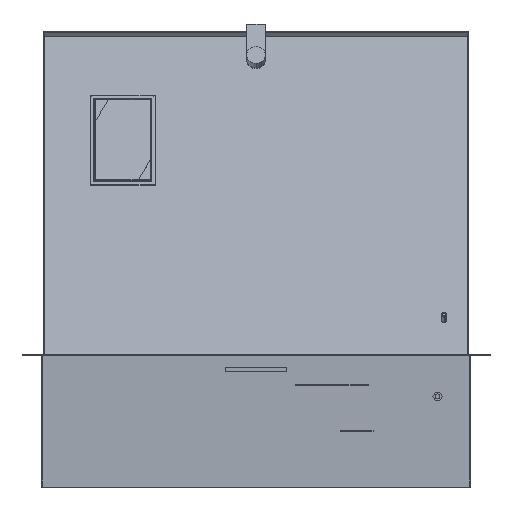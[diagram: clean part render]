
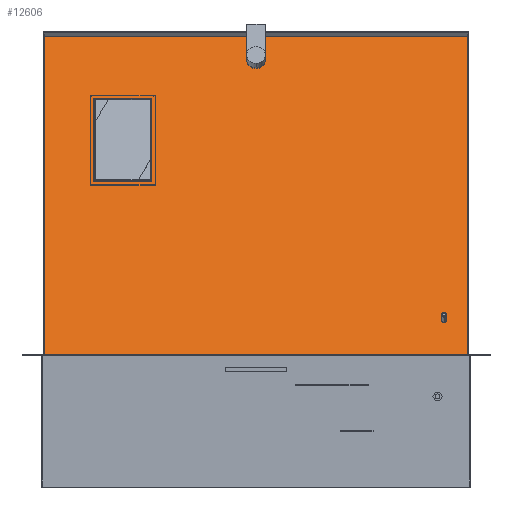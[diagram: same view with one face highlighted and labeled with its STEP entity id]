
A CAD part, left-side view. The second image highlights one B-rep face of the part: STEP entity #12606.
In plain terms, the highlighted face is planar.
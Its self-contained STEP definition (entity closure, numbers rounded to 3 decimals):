
#25 = LINE ( 'NONE', #1116, #12815 ) ;
#251 = ORIENTED_EDGE ( 'NONE', *, *, #2592, .T. ) ;
#310 = EDGE_CURVE ( 'NONE', #8727, #8410, #25, .T. ) ;
#328 = EDGE_LOOP ( 'NONE', ( #251, #15484 ) ) ;
#719 = DIRECTION ( 'NONE',  ( 0., 0., 1. ) ) ;
#1116 = CARTESIAN_POINT ( 'NONE',  ( 0., 262., -1. ) ) ;
#1117 = DIRECTION ( 'NONE',  ( 0., -1., 0. ) ) ;
#1236 = CARTESIAN_POINT ( 'NONE',  ( -135.5, 0., -1. ) ) ;
#1684 = VECTOR ( 'NONE', #9472, 1000. ) ;
#2107 = DIRECTION ( 'NONE',  ( 1., 0., 0. ) ) ;
#2137 = DIRECTION ( 'NONE',  ( 0., 0., -1. ) ) ;
#2308 = VERTEX_POINT ( 'NONE', #15593 ) ;
#2583 = LINE ( 'NONE', #8549, #13465 ) ;
#2590 = DIRECTION ( 'NONE',  ( 0., -1., 0. ) ) ;
#2592 = EDGE_CURVE ( 'NONE', #6199, #14227, #6991, .T. ) ;
#2643 = FACE_BOUND ( 'NONE', #328, .T. ) ;
#2726 = EDGE_CURVE ( 'NONE', #9567, #6062, #2583, .T. ) ;
#2791 = CIRCLE ( 'NONE', #14000, 3. ) ;
#2877 = AXIS2_PLACEMENT_3D ( 'NONE', #8347, #2137, #14201 ) ;
#2900 = CARTESIAN_POINT ( 'NONE',  ( -216.5, -262., -1. ) ) ;
#2911 = LINE ( 'NONE', #7165, #1684 ) ;
#2992 = CARTESIAN_POINT ( 'NONE',  ( 0., 129., -1. ) ) ;
#3345 = DIRECTION ( 'NONE',  ( -1., 0., 0. ) ) ;
#3513 = CARTESIAN_POINT ( 'NONE',  ( 154.5, -233., -1. ) ) ;
#3560 = CARTESIAN_POINT ( 'NONE',  ( -216.5, 262., -1. ) ) ;
#3615 = EDGE_CURVE ( 'NONE', #14227, #6199, #7445, .T. ) ;
#3635 = ORIENTED_EDGE ( 'NONE', *, *, #12392, .T. ) ;
#4278 = CIRCLE ( 'NONE', #2877, 3. ) ;
#4281 = EDGE_CURVE ( 'NONE', #14226, #2308, #13274, .T. ) ;
#4294 = EDGE_CURVE ( 'NONE', #8499, #14226, #7120, .T. ) ;
#4455 = EDGE_LOOP ( 'NONE', ( #15577, #14499, #7798, #3635 ) ) ;
#4760 = CARTESIAN_POINT ( 'NONE',  ( -25.5, 129., -1. ) ) ;
#4999 = VERTEX_POINT ( 'NONE', #4760 ) ;
#5016 = DIRECTION ( 'NONE',  ( 0., 0., -1. ) ) ;
#5152 = ORIENTED_EDGE ( 'NONE', *, *, #2726, .F. ) ;
#5398 = CARTESIAN_POINT ( 'NONE',  ( -186.5, 0., -1. ) ) ;
#6046 = FACE_BOUND ( 'NONE', #4455, .T. ) ;
#6062 = VERTEX_POINT ( 'NONE', #6203 ) ;
#6199 = VERTEX_POINT ( 'NONE', #14441 ) ;
#6203 = CARTESIAN_POINT ( 'NONE',  ( 216.5, -262., -1. ) ) ;
#6446 = DIRECTION ( 'NONE',  ( 1., 0., 0. ) ) ;
#6673 = CARTESIAN_POINT ( 'NONE',  ( 160.5, -233., -1. ) ) ;
#6991 = CIRCLE ( 'NONE', #12991, 11.5 ) ;
#7014 = DIRECTION ( 'NONE',  ( 0., 1., 0. ) ) ;
#7120 = LINE ( 'NONE', #15763, #8157 ) ;
#7165 = CARTESIAN_POINT ( 'NONE',  ( -25.5, 0., -1. ) ) ;
#7445 = CIRCLE ( 'NONE', #8210, 11.5 ) ;
#7516 = CARTESIAN_POINT ( 'NONE',  ( -25.5, 201., -1. ) ) ;
#7760 = CARTESIAN_POINT ( 'NONE',  ( 0., 0., -1. ) ) ;
#7798 = ORIENTED_EDGE ( 'NONE', *, *, #16189, .T. ) ;
#8157 = VECTOR ( 'NONE', #15192, 1000. ) ;
#8210 = AXIS2_PLACEMENT_3D ( 'NONE', #10131, #11752, #6446 ) ;
#8284 = VERTEX_POINT ( 'NONE', #3513 ) ;
#8347 = CARTESIAN_POINT ( 'NONE',  ( 157.5, -233., -1. ) ) ;
#8410 = VERTEX_POINT ( 'NONE', #3560 ) ;
#8499 = VERTEX_POINT ( 'NONE', #7516 ) ;
#8549 = CARTESIAN_POINT ( 'NONE',  ( 0., -262., -1. ) ) ;
#8727 = VERTEX_POINT ( 'NONE', #13925 ) ;
#8793 = VERTEX_POINT ( 'NONE', #6673 ) ;
#9083 = EDGE_CURVE ( 'NONE', #8284, #8793, #2791, .T. ) ;
#9201 = EDGE_CURVE ( 'NONE', #6062, #8727, #12878, .T. ) ;
#9381 = AXIS2_PLACEMENT_3D ( 'NONE', #7760, #719, #2107 ) ;
#9472 = DIRECTION ( 'NONE',  ( 0., 1., 0. ) ) ;
#9509 = ORIENTED_EDGE ( 'NONE', *, *, #10996, .F. ) ;
#9567 = VERTEX_POINT ( 'NONE', #2900 ) ;
#10131 = CARTESIAN_POINT ( 'NONE',  ( -186.5, 0., -1. ) ) ;
#10257 = VECTOR ( 'NONE', #13390, 1000. ) ;
#10509 = DIRECTION ( 'NONE',  ( 1., 0., 0. ) ) ;
#10519 = ORIENTED_EDGE ( 'NONE', *, *, #9201, .F. ) ;
#10630 = LINE ( 'NONE', #2992, #10257 ) ;
#10846 = CARTESIAN_POINT ( 'NONE',  ( -198., 0., -1. ) ) ;
#10897 = ORIENTED_EDGE ( 'NONE', *, *, #9083, .F. ) ;
#10996 = EDGE_CURVE ( 'NONE', #8793, #8284, #4278, .T. ) ;
#11545 = DIRECTION ( 'NONE',  ( 0., 0., 1. ) ) ;
#11690 = VECTOR ( 'NONE', #1117, 1000. ) ;
#11710 = EDGE_LOOP ( 'NONE', ( #9509, #10897 ) ) ;
#11752 = DIRECTION ( 'NONE',  ( 0., 0., 1. ) ) ;
#11764 = CARTESIAN_POINT ( 'NONE',  ( -216.5, 0., -1. ) ) ;
#12392 = EDGE_CURVE ( 'NONE', #4999, #8499, #2911, .T. ) ;
#12580 = CARTESIAN_POINT ( 'NONE',  ( 157.5, -233., -1. ) ) ;
#12606 = ADVANCED_FACE ( 'NONE', ( #6046, #2643, #12766, #16347 ), #15248, .F. ) ;
#12766 = FACE_OUTER_BOUND ( 'NONE', #15297, .T. ) ;
#12815 = VECTOR ( 'NONE', #3345, 1000. ) ;
#12878 = LINE ( 'NONE', #14275, #15320 ) ;
#12991 = AXIS2_PLACEMENT_3D ( 'NONE', #5398, #11545, #13782 ) ;
#13274 = LINE ( 'NONE', #1236, #17169 ) ;
#13390 = DIRECTION ( 'NONE',  ( 1., 0., 0. ) ) ;
#13453 = LINE ( 'NONE', #11764, #11690 ) ;
#13465 = VECTOR ( 'NONE', #10509, 1000. ) ;
#13782 = DIRECTION ( 'NONE',  ( 1., 0., 0. ) ) ;
#13925 = CARTESIAN_POINT ( 'NONE',  ( 216.5, 262., -1. ) ) ;
#14000 = AXIS2_PLACEMENT_3D ( 'NONE', #12580, #5016, #16430 ) ;
#14201 = DIRECTION ( 'NONE',  ( 1., 0., 0. ) ) ;
#14226 = VERTEX_POINT ( 'NONE', #15223 ) ;
#14227 = VERTEX_POINT ( 'NONE', #10846 ) ;
#14275 = CARTESIAN_POINT ( 'NONE',  ( 216.5, 0., -1. ) ) ;
#14313 = EDGE_CURVE ( 'NONE', #8410, #9567, #13453, .T. ) ;
#14441 = CARTESIAN_POINT ( 'NONE',  ( -175., 0., -1. ) ) ;
#14499 = ORIENTED_EDGE ( 'NONE', *, *, #4281, .T. ) ;
#14570 = ORIENTED_EDGE ( 'NONE', *, *, #310, .F. ) ;
#15192 = DIRECTION ( 'NONE',  ( -1., 0., 0. ) ) ;
#15223 = CARTESIAN_POINT ( 'NONE',  ( -135.5, 201., -1. ) ) ;
#15248 = PLANE ( 'NONE',  #9381 ) ;
#15297 = EDGE_LOOP ( 'NONE', ( #17222, #14570, #10519, #5152 ) ) ;
#15320 = VECTOR ( 'NONE', #7014, 1000. ) ;
#15484 = ORIENTED_EDGE ( 'NONE', *, *, #3615, .T. ) ;
#15577 = ORIENTED_EDGE ( 'NONE', *, *, #4294, .T. ) ;
#15593 = CARTESIAN_POINT ( 'NONE',  ( -135.5, 129., -1. ) ) ;
#15763 = CARTESIAN_POINT ( 'NONE',  ( 0., 201., -1. ) ) ;
#16189 = EDGE_CURVE ( 'NONE', #2308, #4999, #10630, .T. ) ;
#16347 = FACE_BOUND ( 'NONE', #11710, .T. ) ;
#16430 = DIRECTION ( 'NONE',  ( 1., 0., 0. ) ) ;
#17169 = VECTOR ( 'NONE', #2590, 1000. ) ;
#17222 = ORIENTED_EDGE ( 'NONE', *, *, #14313, .F. ) ;
